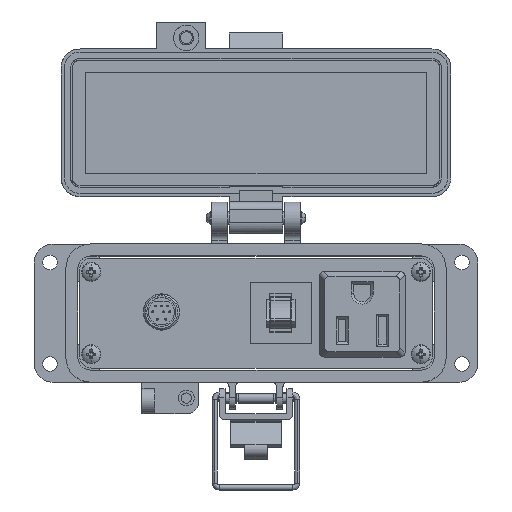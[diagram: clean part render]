
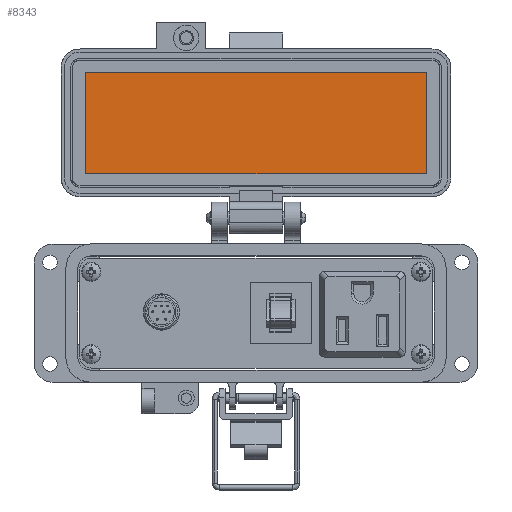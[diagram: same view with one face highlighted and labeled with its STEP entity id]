
A CAD part, top view. The second image highlights one B-rep face of the part: STEP entity #8343.
In plain terms, the highlighted planar face has unit normal (0, 0, 1).
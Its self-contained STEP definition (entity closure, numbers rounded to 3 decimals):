
#1537 = CARTESIAN_POINT ( 'NONE',  ( -53.75, 51.154, -25.55 ) ) ;
#4729 = ORIENTED_EDGE ( 'NONE', *, *, #64307, .F. ) ;
#4820 = DIRECTION ( 'NONE',  ( 0., 1., 0. ) ) ;
#6400 = EDGE_LOOP ( 'NONE', ( #14532, #4729, #57650, #43912 ) ) ;
#8343 = ADVANCED_FACE ( 'NONE', ( #19328 ), #65334, .T. ) ;
#10995 = CARTESIAN_POINT ( 'NONE',  ( 42., 51.154, -25.55 ) ) ;
#12577 = VERTEX_POINT ( 'NONE', #29761 ) ;
#12909 = CARTESIAN_POINT ( 'NONE',  ( -8.5, 83.154, -25.55 ) ) ;
#14532 = ORIENTED_EDGE ( 'NONE', *, *, #27911, .F. ) ;
#15291 = VECTOR ( 'NONE', #22297, 1000. ) ;
#16193 = VECTOR ( 'NONE', #53577, 1000. ) ;
#19328 = FACE_OUTER_BOUND ( 'NONE', #6400, .T. ) ;
#19662 = DIRECTION ( 'NONE',  ( 0., 0., 1. ) ) ;
#21032 = LINE ( 'NONE', #30661, #52195 ) ;
#22297 = DIRECTION ( 'NONE',  ( -1., 0., 0. ) ) ;
#22572 = LINE ( 'NONE', #12909, #16193 ) ;
#24651 = DIRECTION ( 'NONE',  ( 0., -1., 0. ) ) ;
#27911 = EDGE_CURVE ( 'NONE', #12577, #38389, #22572, .T. ) ;
#27983 = VECTOR ( 'NONE', #4820, 1000. ) ;
#29761 = CARTESIAN_POINT ( 'NONE',  ( -53.75, 83.154, -25.55 ) ) ;
#30092 = LINE ( 'NONE', #49462, #27983 ) ;
#30661 = CARTESIAN_POINT ( 'NONE',  ( 53.75, 67.154, -25.55 ) ) ;
#32534 = VERTEX_POINT ( 'NONE', #1537 ) ;
#36091 = EDGE_CURVE ( 'NONE', #38130, #32534, #56659, .T. ) ;
#38130 = VERTEX_POINT ( 'NONE', #52093 ) ;
#38389 = VERTEX_POINT ( 'NONE', #56035 ) ;
#43912 = ORIENTED_EDGE ( 'NONE', *, *, #58732, .F. ) ;
#44977 = CARTESIAN_POINT ( 'NONE',  ( -8.5, 67.154, -25.55 ) ) ;
#47003 = DIRECTION ( 'NONE',  ( 0., -1., 0. ) ) ;
#49462 = CARTESIAN_POINT ( 'NONE',  ( -53.75, 67.154, -25.55 ) ) ;
#52093 = CARTESIAN_POINT ( 'NONE',  ( 53.75, 51.154, -25.55 ) ) ;
#52195 = VECTOR ( 'NONE', #47003, 1000. ) ;
#53577 = DIRECTION ( 'NONE',  ( 1., 0., 0. ) ) ;
#56035 = CARTESIAN_POINT ( 'NONE',  ( 53.75, 83.154, -25.55 ) ) ;
#56659 = LINE ( 'NONE', #10995, #15291 ) ;
#57650 = ORIENTED_EDGE ( 'NONE', *, *, #36091, .F. ) ;
#58732 = EDGE_CURVE ( 'NONE', #38389, #38130, #21032, .T. ) ;
#61841 = AXIS2_PLACEMENT_3D ( 'NONE', #44977, #19662, #24651 ) ;
#64307 = EDGE_CURVE ( 'NONE', #32534, #12577, #30092, .T. ) ;
#65334 = PLANE ( 'NONE',  #61841 ) ;
